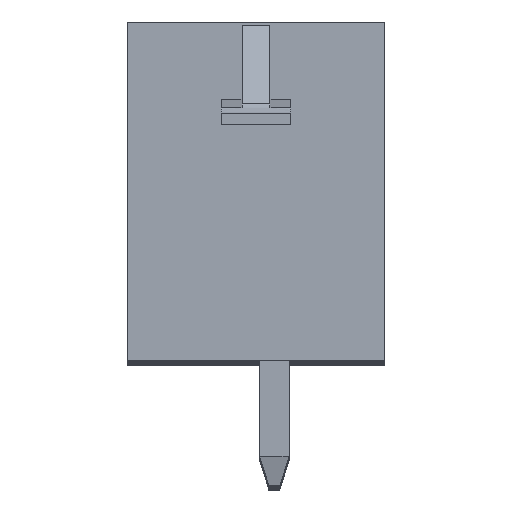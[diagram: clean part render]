
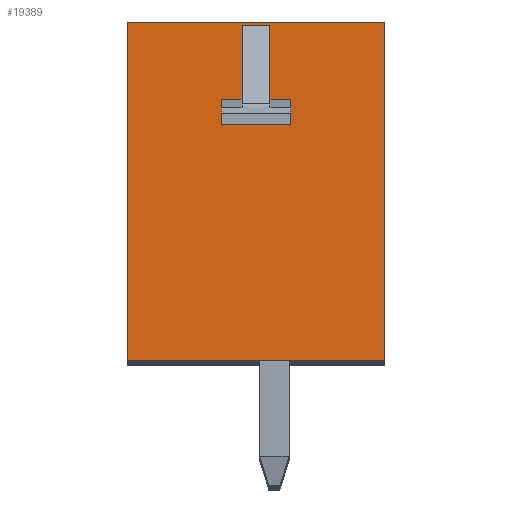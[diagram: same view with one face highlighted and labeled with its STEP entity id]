
A CAD part, top view. The second image highlights one B-rep face of the part: STEP entity #19389.
In plain terms, the highlighted planar face has unit normal (0, 0, 1).
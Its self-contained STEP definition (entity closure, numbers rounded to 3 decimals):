
#1=DIRECTION('',(1.,0.,0.));
#2=VECTOR('',#1,7.);
#3=CARTESIAN_POINT('',(-3.6,-3.853,0.));
#4=LINE('',#3,#2);
#5=DIRECTION('',(0.,-1.,0.));
#6=VECTOR('',#5,9.2);
#7=CARTESIAN_POINT('',(-3.6,5.347,0.));
#8=LINE('',#7,#6);
#9=DIRECTION('',(-1.,0.,0.));
#10=VECTOR('',#9,7.);
#11=CARTESIAN_POINT('',(3.4,5.347,0.));
#12=LINE('',#11,#10);
#13=DIRECTION('',(0.,1.,0.));
#14=VECTOR('',#13,9.2);
#15=CARTESIAN_POINT('',(3.4,-3.853,0.));
#16=LINE('',#15,#14);
#17=DIRECTION('',(0.,1.,0.));
#18=VECTOR('',#17,0.495);
#19=CARTESIAN_POINT('',(0.85,2.747,0.));
#20=LINE('',#19,#18);
#21=DIRECTION('',(-1.,0.,0.));
#22=VECTOR('',#21,0.76);
#23=CARTESIAN_POINT('',(0.28,5.244,0.));
#24=LINE('',#23,#22);
#25=DIRECTION('',(1.,0.,0.));
#26=VECTOR('',#25,0.57);
#27=CARTESIAN_POINT('',(-1.05,3.242,0.));
#28=LINE('',#27,#26);
#29=DIRECTION('',(0.,1.,0.));
#30=VECTOR('',#29,0.495);
#31=CARTESIAN_POINT('',(-1.05,2.747,0.));
#32=LINE('',#31,#30);
#33=DIRECTION('',(-1.,0.,0.));
#34=VECTOR('',#33,1.9);
#35=CARTESIAN_POINT('',(0.85,2.747,0.));
#36=LINE('',#35,#34);
#14830=DIRECTION('',(-1.,0.,0.));
#14831=VECTOR('',#14830,0.57);
#14832=CARTESIAN_POINT('',(0.85,3.242,0.));
#14833=LINE('',#14832,#14831);
#14834=DIRECTION('',(0.,-1.,0.));
#14835=VECTOR('',#14834,2.002);
#14836=CARTESIAN_POINT('',(0.28,5.244,0.));
#14837=LINE('',#14836,#14835);
#14901=DIRECTION('',(0.,1.,0.));
#14902=VECTOR('',#14901,2.002);
#14903=CARTESIAN_POINT('',(-0.48,3.242,0.));
#14904=LINE('',#14903,#14902);
#14913=CARTESIAN_POINT('',(-3.6,-3.853,0.));
#14914=CARTESIAN_POINT('',(3.4,-3.853,0.));
#14915=VERTEX_POINT('',#14913);
#14916=VERTEX_POINT('',#14914);
#14917=CARTESIAN_POINT('',(3.4,5.347,0.));
#14918=VERTEX_POINT('',#14917);
#14919=CARTESIAN_POINT('',(-3.6,5.347,0.));
#14920=VERTEX_POINT('',#14919);
#16016=CARTESIAN_POINT('',(0.85,2.747,0.));
#16017=VERTEX_POINT('',#16016);
#16018=CARTESIAN_POINT('',(-1.05,2.747,0.));
#16019=VERTEX_POINT('',#16018);
#16021=CARTESIAN_POINT('',(-0.48,3.242,0.));
#16023=VERTEX_POINT('',#16021);
#16024=CARTESIAN_POINT('',(-0.48,5.244,0.));
#16025=VERTEX_POINT('',#16024);
#16026=CARTESIAN_POINT('',(-1.05,3.242,0.));
#16027=VERTEX_POINT('',#16026);
#16032=CARTESIAN_POINT('',(0.28,5.244,0.));
#16033=CARTESIAN_POINT('',(0.28,3.242,0.));
#16034=VERTEX_POINT('',#16032);
#16035=VERTEX_POINT('',#16033);
#16038=CARTESIAN_POINT('',(0.85,3.242,0.));
#16039=VERTEX_POINT('',#16038);
#19356=CARTESIAN_POINT('',(0.,0.,0.));
#19357=DIRECTION('',(0.,0.,1.));
#19358=DIRECTION('',(1.,0.,0.));
#19359=AXIS2_PLACEMENT_3D('',#19356,#19357,#19358);
#19360=PLANE('',#19359);
#19362=ORIENTED_EDGE('',*,*,#19361,.F.);
#19364=ORIENTED_EDGE('',*,*,#19363,.F.);
#19366=ORIENTED_EDGE('',*,*,#19365,.F.);
#19368=ORIENTED_EDGE('',*,*,#19367,.F.);
#19369=EDGE_LOOP('',(#19362,#19364,#19366,#19368));
#19370=FACE_OUTER_BOUND('',#19369,.F.);
#19372=ORIENTED_EDGE('',*,*,#19371,.T.);
#19374=ORIENTED_EDGE('',*,*,#19373,.T.);
#19376=ORIENTED_EDGE('',*,*,#19375,.F.);
#19378=ORIENTED_EDGE('',*,*,#19377,.T.);
#19380=ORIENTED_EDGE('',*,*,#19379,.F.);
#19382=ORIENTED_EDGE('',*,*,#19381,.F.);
#19384=ORIENTED_EDGE('',*,*,#19383,.F.);
#19386=ORIENTED_EDGE('',*,*,#19385,.F.);
#19387=EDGE_LOOP('',(#19372,#19374,#19376,#19378,#19380,#19382,#19384,#19386));
#19388=FACE_BOUND('',#19387,.F.);
#19361=EDGE_CURVE('',#14915,#14916,#4,.T.);
#19363=EDGE_CURVE('',#14920,#14915,#8,.T.);
#19365=EDGE_CURVE('',#14918,#14920,#12,.T.);
#19367=EDGE_CURVE('',#14916,#14918,#16,.T.);
#19371=EDGE_CURVE('',#16017,#16039,#20,.T.);
#19373=EDGE_CURVE('',#16039,#16035,#14833,.T.);
#19375=EDGE_CURVE('',#16034,#16035,#14837,.T.);
#19377=EDGE_CURVE('',#16034,#16025,#24,.T.);
#19379=EDGE_CURVE('',#16023,#16025,#14904,.T.);
#19381=EDGE_CURVE('',#16027,#16023,#28,.T.);
#19383=EDGE_CURVE('',#16019,#16027,#32,.T.);
#19385=EDGE_CURVE('',#16017,#16019,#36,.T.);
#19389=ADVANCED_FACE('',(#19370,#19388),#19360,.T.);
